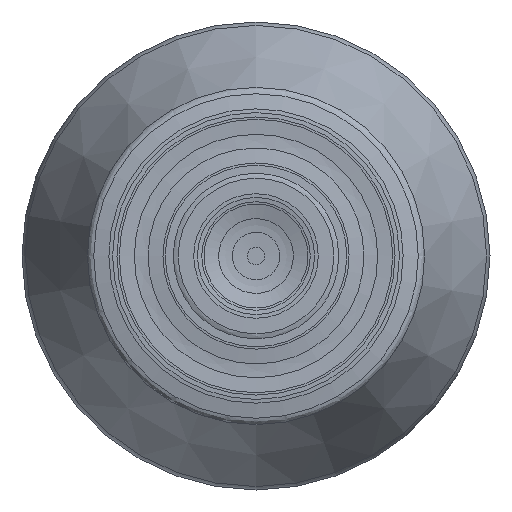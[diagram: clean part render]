
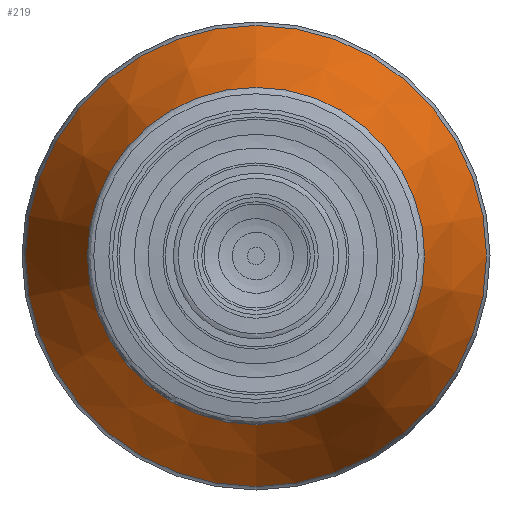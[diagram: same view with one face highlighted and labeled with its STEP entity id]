
A CAD part, left-side view. The second image highlights one B-rep face of the part: STEP entity #219.
In plain terms, the highlighted conical face has half-angle 23.629 degrees and reference radius 16.748 mm.
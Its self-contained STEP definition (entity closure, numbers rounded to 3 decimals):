
#197=CONICAL_SURFACE('',#865,16.748,23.629);
#219=ADVANCED_FACE('',(#304,#305),#197,.T.);
#304=FACE_BOUND('',#425,.T.);
#305=FACE_BOUND('',#426,.T.);
#425=EDGE_LOOP('',(#549));
#426=EDGE_LOOP('',(#550));
#549=ORIENTED_EDGE('',*,*,#721,.T.);
#550=ORIENTED_EDGE('',*,*,#720,.F.);
#658=VERTEX_POINT('',#1206);
#659=VERTEX_POINT('',#1209);
#720=EDGE_CURVE('',#658,#658,#782,.T.);
#721=EDGE_CURVE('',#659,#659,#783,.T.);
#782=CIRCLE('',#862,16.748);
#783=CIRCLE('',#864,12.169);
#862=AXIS2_PLACEMENT_3D('',#1205,#980,#981);
#864=AXIS2_PLACEMENT_3D('',#1208,#984,#985);
#865=AXIS2_PLACEMENT_3D('',#1210,#986,#987);
#980=DIRECTION('',(1.,0.,0.));
#981=DIRECTION('',(0.,0.,1.));
#984=DIRECTION('',(1.,0.,0.));
#985=DIRECTION('',(0.,0.,1.));
#986=DIRECTION('',(1.,0.,0.));
#987=DIRECTION('',(0.,0.,-1.));
#1205=CARTESIAN_POINT('',(88.425,0.,0.));
#1206=CARTESIAN_POINT('',(88.425,0.,16.748));
#1208=CARTESIAN_POINT('',(77.958,0.,0.));
#1209=CARTESIAN_POINT('',(77.958,0.,12.169));
#1210=CARTESIAN_POINT('',(88.425,0.,0.));
